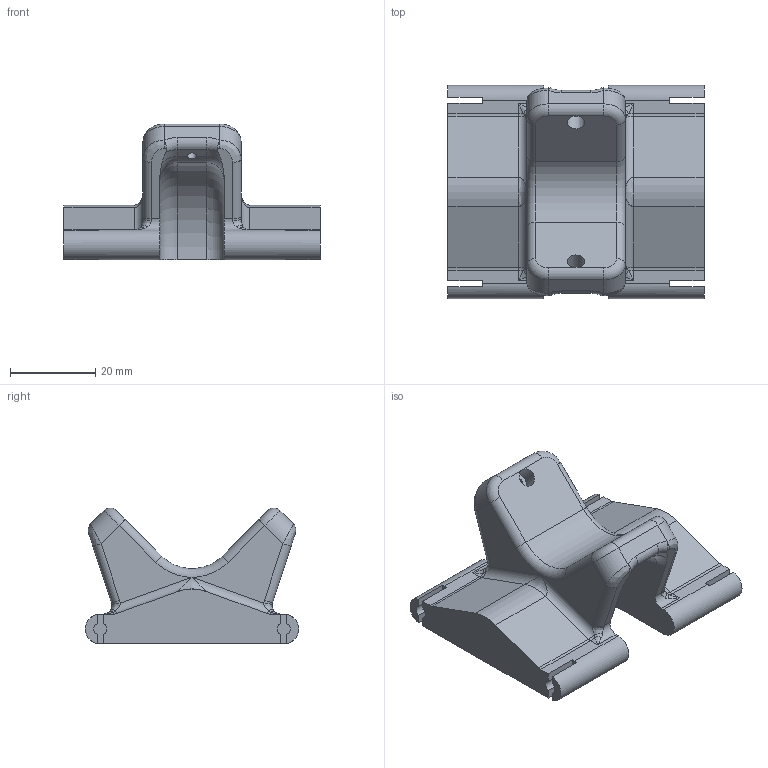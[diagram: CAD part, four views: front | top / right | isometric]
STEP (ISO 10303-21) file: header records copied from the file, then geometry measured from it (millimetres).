
FILE_DESCRIPTION(/* description */ ('STEP AP203'),/* implementation_level */ '2;1');
FILE_NAME(/* name */ '8-link-middle.step',/* time_stamp */ '2025-05-03T11:55:20+02:00',/* author */ (''),/* organization */ (''),/* preprocessor_version */ 'ST-DEVELOPER v20.1',/* originating_system */ 'Autodesk Translation Framework v14.4.0.0',/* authorisation */ '');
FILE_SCHEMA (('AUTOMOTIVE_DESIGN { 1 0 10303 214 3 1 1 }'));
Length unit declared in the file: millimetre
Products named in the file (1): link-middle
Bounding box: 60 x 50 x 31.85 mm (x, y, z)
Volume: 30323.2 mm3; surface area: 11317.4 mm2
Topology: 1 solids, 1 shells, 160 faces, 418 edges, 252 vertices
Faces by surface type: cylinder 63, plane 53, torus 22, bspline 18, sphere 4
Full cylindrical faces by diameter (mm): 2.1 x2, 4.2 x2
Entity records: 6144 total; most frequent: CARTESIAN_POINT 2277, ORIENTED_EDGE 824, DIRECTION 804, EDGE_CURVE 412, AXIS2_PLACEMENT_3D 305, VERTEX_POINT 252, LINE 194, VECTOR 194
